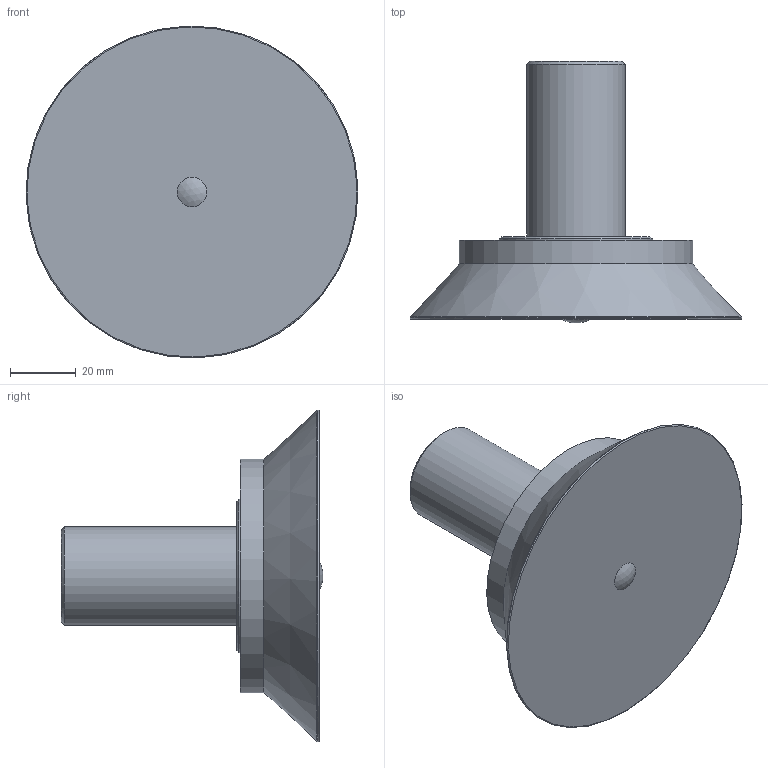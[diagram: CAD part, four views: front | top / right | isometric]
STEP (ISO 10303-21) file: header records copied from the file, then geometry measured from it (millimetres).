
FILE_DESCRIPTION(/* description */ (''),/* implementation_level */ '2;1');
FILE_NAME(/* name */ 'vdlv100cn.stp',/* time_stamp */ '2020-11-12T10:02:24+01:00',/* author */ ('enginyeria'),/* organization */ (''),/* preprocessor_version */ 'ST-DEVELOPER v17.2',/* originating_system */ 'Autodesk Inventor 2019',/* authorisation */ '');
FILE_SCHEMA (('CONFIG_CONTROL_DESIGN'));
Length unit declared in the file: millimetre
Products named in the file (1): Pieza38
Bounding box: 100.95 x 79.65 x 100.95 mm (x, y, z)
Volume: 165976.9 mm3; surface area: 25289.6 mm2
Topology: 1 solids, 1 shells, 16 faces, 37 edges, 27 vertices
Faces by surface type: plane 5, cone 4, cylinder 4, sphere 1, bspline 1, torus 1
Full cylindrical faces by diameter (mm): 11.445 x1, 30 x1, 46.6 x1, 71 x1
Entity records: 591 total; most frequent: CARTESIAN_POINT 107, DIRECTION 98, ORIENTED_EDGE 74, AXIS2_PLACEMENT_3D 45, EDGE_CURVE 37, CIRCLE 29, VERTEX_POINT 27, EDGE_LOOP 20
